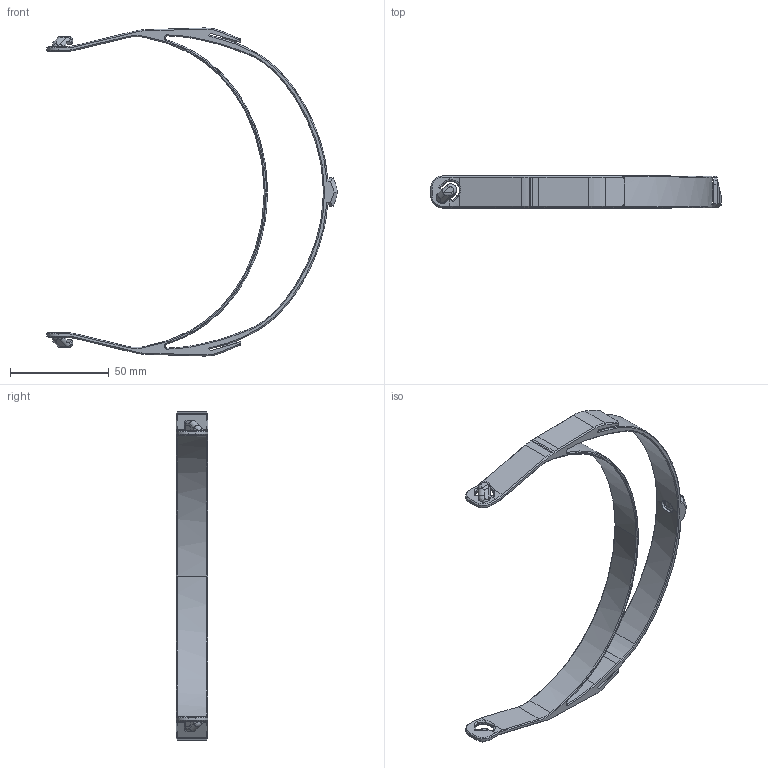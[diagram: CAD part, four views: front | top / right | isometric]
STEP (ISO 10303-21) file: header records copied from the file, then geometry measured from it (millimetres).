
FILE_DESCRIPTION(/* description */ (''),/* implementation_level */ '2;1');
FILE_NAME(/* name */ 'covid19_facemask_r3 v23.step',/* time_stamp */ '2020-04-22T13:44:20-04:00',/* author */ (''),/* organization */ (''),/* preprocessor_version */ 'ST-DEVELOPER v18.1',/* originating_system */ 'Autodesk Translation Framework v9.2.0.1227',/* authorisation */ '');
FILE_SCHEMA (('AUTOMOTIVE_DESIGN { 1 0 10303 214 3 1 1 }'));
Length unit declared in the file: millimetre
Products named in the file (1): covid19_facemask_r3
Bounding box: 146.89 x 16 x 166.07 mm (x, y, z)
Volume: 24123.5 mm3; surface area: 22766.8 mm2
Topology: 1 solids, 1 shells, 387 faces, 963 edges, 571 vertices
Faces by surface type: bspline 170, plane 109, cylinder 72, cone 32, torus 4
Entity records: 18341 total; most frequent: CARTESIAN_POINT 10296, ORIENTED_EDGE 1904, DIRECTION 1263, EDGE_CURVE 952, VERTEX_POINT 567, AXIS2_PLACEMENT_3D 443, EDGE_LOOP 395, FACE_OUTER_BOUND 387
